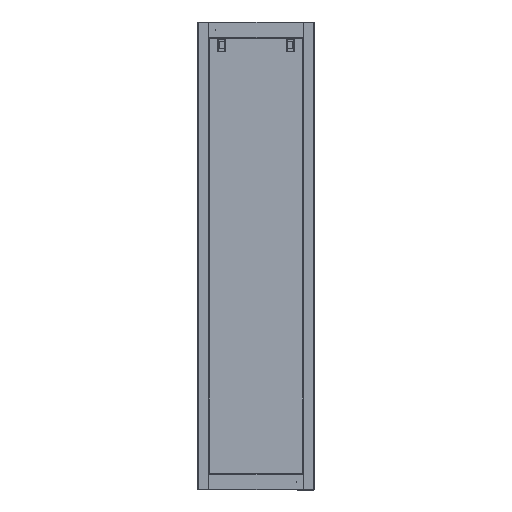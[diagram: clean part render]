
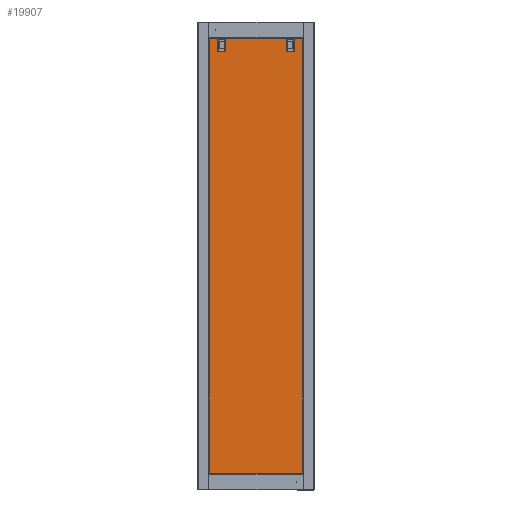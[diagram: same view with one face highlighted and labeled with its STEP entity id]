
A CAD part, top view. The second image highlights one B-rep face of the part: STEP entity #19907.
In plain terms, the highlighted face is planar.
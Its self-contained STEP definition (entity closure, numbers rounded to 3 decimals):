
#326 = ORIENTED_EDGE ( 'NONE', *, *, #41373, .T. ) ;
#730 = ORIENTED_EDGE ( 'NONE', *, *, #25032, .T. ) ;
#830 = CARTESIAN_POINT ( 'NONE',  ( 0., 0., -1. ) ) ;
#1429 = EDGE_CURVE ( 'NONE', #37747, #27023, #14280, .T. ) ;
#1535 = VERTEX_POINT ( 'NONE', #35210 ) ;
#1660 = FACE_BOUND ( 'NONE', #22885, .T. ) ;
#1852 = EDGE_CURVE ( 'NONE', #27023, #4223, #23154, .T. ) ;
#2140 = DIRECTION ( 'NONE',  ( -1., 0., 0. ) ) ;
#2437 = CARTESIAN_POINT ( 'NONE',  ( 300., 1665., -1. ) ) ;
#2579 = EDGE_CURVE ( 'NONE', #29236, #1535, #39321, .T. ) ;
#2660 = LINE ( 'NONE', #15729, #10297 ) ;
#4068 = VERTEX_POINT ( 'NONE', #41332 ) ;
#4223 = VERTEX_POINT ( 'NONE', #41251 ) ;
#4251 = LINE ( 'NONE', #16489, #16621 ) ;
#5246 = ORIENTED_EDGE ( 'NONE', *, *, #1429, .F. ) ;
#5552 = CARTESIAN_POINT ( 'NONE',  ( 326., 1627., -1. ) ) ;
#7096 = VERTEX_POINT ( 'NONE', #32245 ) ;
#7440 = DIRECTION ( 'NONE',  ( -1., 0., 0. ) ) ;
#8466 = DIRECTION ( 'NONE',  ( 0., -1., 0. ) ) ;
#8583 = LINE ( 'NONE', #20842, #38208 ) ;
#8950 = DIRECTION ( 'NONE',  ( 1., 0., 0. ) ) ;
#9232 = EDGE_CURVE ( 'NONE', #4068, #37747, #23964, .T. ) ;
#9900 = EDGE_CURVE ( 'NONE', #7096, #17523, #8583, .T. ) ;
#10297 = VECTOR ( 'NONE', #16155, 1000. ) ;
#10395 = VECTOR ( 'NONE', #22642, 1000. ) ;
#10474 = FACE_OUTER_BOUND ( 'NONE', #32675, .T. ) ;
#10881 = DIRECTION ( 'NONE',  ( 0., 0., -1. ) ) ;
#11285 = AXIS2_PLACEMENT_3D ( 'NONE', #830, #10881, #7440 ) ;
#11474 = LINE ( 'NONE', #11912, #20477 ) ;
#11508 = CARTESIAN_POINT ( 'NONE',  ( 2., 2., -1. ) ) ;
#11884 = EDGE_CURVE ( 'NONE', #38130, #29236, #41707, .T. ) ;
#11912 = CARTESIAN_POINT ( 'NONE',  ( 359., 1675.859, -1. ) ) ;
#12226 = CARTESIAN_POINT ( 'NONE',  ( 2., 1.141, -1. ) ) ;
#12257 = ORIENTED_EDGE ( 'NONE', *, *, #2579, .F. ) ;
#13695 = VECTOR ( 'NONE', #26393, 1000. ) ;
#13887 = ORIENTED_EDGE ( 'NONE', *, *, #32359, .F. ) ;
#14280 = LINE ( 'NONE', #36589, #17776 ) ;
#15729 = CARTESIAN_POINT ( 'NONE',  ( 359.859, 2., -1. ) ) ;
#16155 = DIRECTION ( 'NONE',  ( -1., 0., 0. ) ) ;
#16194 = CARTESIAN_POINT ( 'NONE',  ( 326., 1665., -1. ) ) ;
#16411 = ORIENTED_EDGE ( 'NONE', *, *, #29599, .F. ) ;
#16489 = CARTESIAN_POINT ( 'NONE',  ( 61., 1665., -1. ) ) ;
#16505 = CARTESIAN_POINT ( 'NONE',  ( 35., 1627., -1. ) ) ;
#16621 = VECTOR ( 'NONE', #36191, 1000. ) ;
#17300 = ORIENTED_EDGE ( 'NONE', *, *, #9900, .T. ) ;
#17523 = VERTEX_POINT ( 'NONE', #35625 ) ;
#17776 = VECTOR ( 'NONE', #20306, 1000. ) ;
#18079 = CARTESIAN_POINT ( 'NONE',  ( 359., 2., -1. ) ) ;
#18364 = CARTESIAN_POINT ( 'NONE',  ( 326., 1665., -1. ) ) ;
#18849 = VERTEX_POINT ( 'NONE', #29235 ) ;
#18964 = CARTESIAN_POINT ( 'NONE',  ( 326., 1665., -1. ) ) ;
#19907 = ADVANCED_FACE ( 'NONE', ( #1660, #39809, #10474 ), #23563, .T. ) ;
#20306 = DIRECTION ( 'NONE',  ( 0., 1., 0. ) ) ;
#20477 = VECTOR ( 'NONE', #8466, 1000. ) ;
#20842 = CARTESIAN_POINT ( 'NONE',  ( 1.141, 1675., -1. ) ) ;
#22642 = DIRECTION ( 'NONE',  ( 0., -1., 0. ) ) ;
#22885 = EDGE_LOOP ( 'NONE', ( #28582, #39848, #5246, #30851 ) ) ;
#23100 = EDGE_LOOP ( 'NONE', ( #12257, #36119, #16411, #13887 ) ) ;
#23154 = LINE ( 'NONE', #28956, #13695 ) ;
#23563 = PLANE ( 'NONE',  #11285 ) ;
#23964 = LINE ( 'NONE', #40194, #36817 ) ;
#25032 = EDGE_CURVE ( 'NONE', #28952, #30598, #2660, .T. ) ;
#25555 = DIRECTION ( 'NONE',  ( 0., 1., 0. ) ) ;
#26393 = DIRECTION ( 'NONE',  ( 1., 0., 0. ) ) ;
#27023 = VERTEX_POINT ( 'NONE', #38724 ) ;
#28582 = ORIENTED_EDGE ( 'NONE', *, *, #33709, .F. ) ;
#28952 = VERTEX_POINT ( 'NONE', #18079 ) ;
#28956 = CARTESIAN_POINT ( 'NONE',  ( 61., 1665., -1. ) ) ;
#29235 = CARTESIAN_POINT ( 'NONE',  ( 300., 1627., -1. ) ) ;
#29236 = VERTEX_POINT ( 'NONE', #16194 ) ;
#29427 = VECTOR ( 'NONE', #41618, 1000. ) ;
#29599 = EDGE_CURVE ( 'NONE', #18849, #38130, #35018, .T. ) ;
#30598 = VERTEX_POINT ( 'NONE', #11508 ) ;
#30851 = ORIENTED_EDGE ( 'NONE', *, *, #9232, .F. ) ;
#31241 = VECTOR ( 'NONE', #25555, 1000. ) ;
#31483 = LINE ( 'NONE', #5552, #33606 ) ;
#32245 = CARTESIAN_POINT ( 'NONE',  ( 2., 1675., -1. ) ) ;
#32359 = EDGE_CURVE ( 'NONE', #1535, #18849, #31483, .T. ) ;
#32675 = EDGE_LOOP ( 'NONE', ( #326, #730, #33801, #17300 ) ) ;
#33546 = CARTESIAN_POINT ( 'NONE',  ( 300., 1665., -1. ) ) ;
#33606 = VECTOR ( 'NONE', #2140, 1000. ) ;
#33709 = EDGE_CURVE ( 'NONE', #4223, #4068, #4251, .T. ) ;
#33801 = ORIENTED_EDGE ( 'NONE', *, *, #38733, .T. ) ;
#35018 = LINE ( 'NONE', #2437, #29427 ) ;
#35210 = CARTESIAN_POINT ( 'NONE',  ( 326., 1627., -1. ) ) ;
#35625 = CARTESIAN_POINT ( 'NONE',  ( 359., 1675., -1. ) ) ;
#36119 = ORIENTED_EDGE ( 'NONE', *, *, #11884, .F. ) ;
#36191 = DIRECTION ( 'NONE',  ( 0., -1., 0. ) ) ;
#36589 = CARTESIAN_POINT ( 'NONE',  ( 35., 1665., -1. ) ) ;
#36817 = VECTOR ( 'NONE', #39566, 1000. ) ;
#37520 = DIRECTION ( 'NONE',  ( 1., 0., 0. ) ) ;
#37747 = VERTEX_POINT ( 'NONE', #16505 ) ;
#37944 = LINE ( 'NONE', #12226, #31241 ) ;
#38130 = VERTEX_POINT ( 'NONE', #33546 ) ;
#38208 = VECTOR ( 'NONE', #37520, 1000. ) ;
#38724 = CARTESIAN_POINT ( 'NONE',  ( 35., 1665., -1. ) ) ;
#38733 = EDGE_CURVE ( 'NONE', #30598, #7096, #37944, .T. ) ;
#39321 = LINE ( 'NONE', #18964, #10395 ) ;
#39566 = DIRECTION ( 'NONE',  ( -1., 0., 0. ) ) ;
#39809 = FACE_BOUND ( 'NONE', #23100, .T. ) ;
#39848 = ORIENTED_EDGE ( 'NONE', *, *, #1852, .F. ) ;
#40194 = CARTESIAN_POINT ( 'NONE',  ( 61., 1627., -1. ) ) ;
#40957 = VECTOR ( 'NONE', #8950, 1000. ) ;
#41251 = CARTESIAN_POINT ( 'NONE',  ( 61., 1665., -1. ) ) ;
#41332 = CARTESIAN_POINT ( 'NONE',  ( 61., 1627., -1. ) ) ;
#41373 = EDGE_CURVE ( 'NONE', #17523, #28952, #11474, .T. ) ;
#41618 = DIRECTION ( 'NONE',  ( 0., 1., 0. ) ) ;
#41707 = LINE ( 'NONE', #18364, #40957 ) ;
